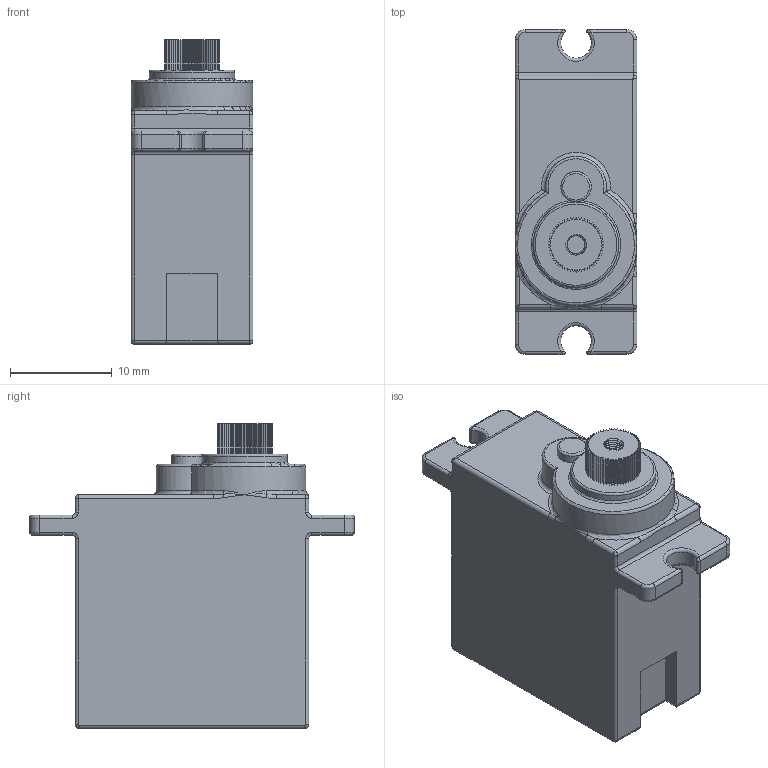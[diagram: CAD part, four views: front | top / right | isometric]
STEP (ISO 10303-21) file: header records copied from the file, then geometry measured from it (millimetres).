
FILE_DESCRIPTION(/* description */ (''),/* implementation_level */ '2;1');
FILE_NAME(/* name */ 'servo v2.step',/* time_stamp */ '2016-05-04T14:10:40+04:00',/* author */ (''),/* organization */ (''),/* preprocessor_version */ 'ST-DEVELOPER v16.2',/* originating_system */ 'Autodesk Translation Framework v4.3.0.3010',/* authorisation */ '');
FILE_SCHEMA (('AUTOMOTIVE_DESIGN { 1 0 10303 214 3 1 1 }'));
Length unit declared in the file: centimetre
Products named in the file (1): servo v2
Bounding box: 12 x 32 x 30 mm (x, y, z)
Volume: 6972.6 mm3; surface area: 2678.1 mm2
Topology: 2 solids, 2 shells, 326 faces, 880 edges, 539 vertices
Faces by surface type: plane 147, cylinder 119, bspline 31, torus 29
Full cylindrical faces by diameter (mm): 3 x1, 8.4 x1
Entity records: 12445 total; most frequent: CARTESIAN_POINT 4397, ORIENTED_EDGE 1706, DIRECTION 1648, EDGE_CURVE 853, AXIS2_PLACEMENT_3D 558, VERTEX_POINT 537, LINE 532, VECTOR 532
